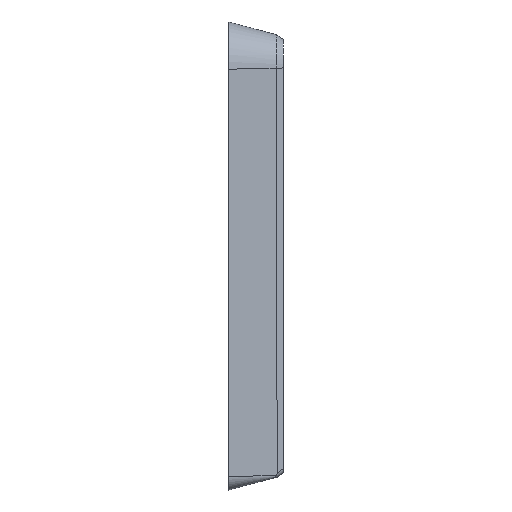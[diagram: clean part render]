
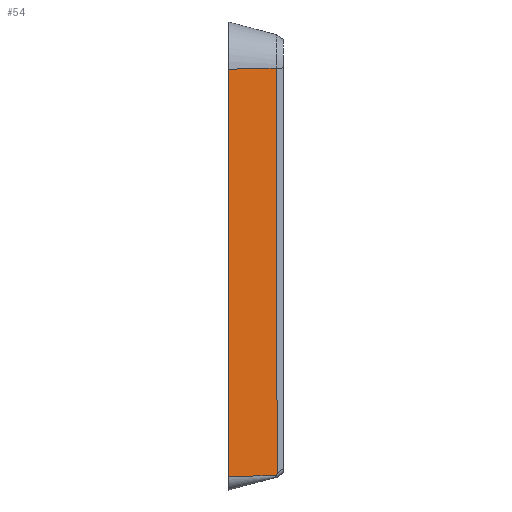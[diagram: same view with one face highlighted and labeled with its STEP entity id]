
A CAD part, left-side view. The second image highlights one B-rep face of the part: STEP entity #54.
In plain terms, the highlighted planar face has unit normal (-0.964, -0.259, -0.061).
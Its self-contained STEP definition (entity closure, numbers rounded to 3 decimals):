
#25 = VERTEX_POINT ( 'NONE', #2585 ) ;
#54 = ADVANCED_FACE ( 'NONE', ( #1741 ), #1524, .F. ) ;
#72 = ORIENTED_EDGE ( 'NONE', *, *, #2563, .T. ) ;
#185 = VERTEX_POINT ( 'NONE', #371 ) ;
#240 = VECTOR ( 'NONE', #1894, 1000. ) ;
#267 = CARTESIAN_POINT ( 'NONE',  ( -35.917, -2.294, -81.16 ) ) ;
#325 = B_SPLINE_CURVE_WITH_KNOTS ( 'NONE', 3,
 ( #383, #267, #645, #1735, #849, #1500, #2484, #1300 ),
 .UNSPECIFIED., .F., .F.,
 ( 4, 2, 2, 4 ),
 ( 0.001, 0.005, 0.007, 0.009 ),
 .UNSPECIFIED. ) ;
#350 = CARTESIAN_POINT ( 'NONE',  ( -39.094, -6.167, -14.443 ) ) ;
#371 = CARTESIAN_POINT ( 'NONE',  ( -36.263, -1., -81.182 ) ) ;
#383 = CARTESIAN_POINT ( 'NONE',  ( -36.263, -1., -81.182 ) ) ;
#408 = LINE ( 'NONE', #2104, #2413 ) ;
#493 = CARTESIAN_POINT ( 'NONE',  ( -35.627, -1., -91.252 ) ) ;
#645 = CARTESIAN_POINT ( 'NONE',  ( -35.571, -3.588, -81.138 ) ) ;
#685 = VERTEX_POINT ( 'NONE', #1589 ) ;
#750 = CARTESIAN_POINT ( 'NONE',  ( -38.403, -8.751, -14.399 ) ) ;
#849 = CARTESIAN_POINT ( 'NONE',  ( -34.879, -6.177, -81.095 ) ) ;
#862 = CARTESIAN_POINT ( 'NONE',  ( -34.167, -8.881, -80.873 ) ) ;
#877 = EDGE_CURVE ( 'NONE', #25, #685, #408, .T. ) ;
#1005 = CARTESIAN_POINT ( 'NONE',  ( -40.476, -1., -14.53 ) ) ;
#1061 = CARTESIAN_POINT ( 'NONE',  ( -34.186, -8.765, -81.054 ) ) ;
#1070 =( BOUNDED_CURVE ( )  B_SPLINE_CURVE ( 3, ( #1061, #862, #1706, #1095 ),
 .UNSPECIFIED., .F., .F. ) 
 B_SPLINE_CURVE_WITH_KNOTS ( ( 4, 4 ),
 ( 5.739, 6.113 ),
 .UNSPECIFIED. ) 
 CURVE ( )  GEOMETRIC_REPRESENTATION_ITEM ( )  RATIONAL_B_SPLINE_CURVE ( ( 1., 0.988, 0.988, 1. ) ) 
 REPRESENTATION_ITEM ( '' )  );
#1072 = EDGE_CURVE ( 'NONE', #1644, #685, #1421, .T. ) ;
#1095 = CARTESIAN_POINT ( 'NONE',  ( -34.169, -8.939, -80.588 ) ) ;
#1125 = DIRECTION ( 'NONE',  ( -0.259, 0.966, 0. ) ) ;
#1300 = CARTESIAN_POINT ( 'NONE',  ( -34.186, -8.765, -81.054 ) ) ;
#1320 = CARTESIAN_POINT ( 'NONE',  ( -40.476, -1., -14.53 ) ) ;
#1421 = B_SPLINE_CURVE_WITH_KNOTS ( 'NONE', 3,
 ( #1005, #2207, #350, #750 ),
 .UNSPECIFIED., .F., .F.,
 ( 4, 4 ),
 ( 0.019, 0.027 ),
 .UNSPECIFIED. ) ;
#1472 = ORIENTED_EDGE ( 'NONE', *, *, #2681, .T. ) ;
#1500 = CARTESIAN_POINT ( 'NONE',  ( -34.533, -7.471, -81.074 ) ) ;
#1524 = PLANE ( 'NONE',  #2416 ) ;
#1532 = CARTESIAN_POINT ( 'NONE',  ( -41.229, -1., -2.606 ) ) ;
#1589 = CARTESIAN_POINT ( 'NONE',  ( -38.403, -8.751, -14.399 ) ) ;
#1640 = DIRECTION ( 'NONE',  ( -0.064, 0.003, 0.998 ) ) ;
#1643 = LINE ( 'NONE', #1532, #240 ) ;
#1644 = VERTEX_POINT ( 'NONE', #1320 ) ;
#1658 = VERTEX_POINT ( 'NONE', #2334 ) ;
#1706 = CARTESIAN_POINT ( 'NONE',  ( -34.161, -8.94, -80.715 ) ) ;
#1735 = CARTESIAN_POINT ( 'NONE',  ( -35.052, -5.53, -81.106 ) ) ;
#1741 = FACE_OUTER_BOUND ( 'NONE', #2731, .T. ) ;
#1892 = ORIENTED_EDGE ( 'NONE', *, *, #1072, .F. ) ;
#1894 = DIRECTION ( 'NONE',  ( -0.063, 0., 0.998 ) ) ;
#2104 = CARTESIAN_POINT ( 'NONE',  ( -33.497, -8.969, -91.093 ) ) ;
#2207 = CARTESIAN_POINT ( 'NONE',  ( -39.785, -3.584, -14.486 ) ) ;
#2261 = ORIENTED_EDGE ( 'NONE', *, *, #2524, .F. ) ;
#2334 = CARTESIAN_POINT ( 'NONE',  ( -34.186, -8.765, -81.054 ) ) ;
#2373 = ORIENTED_EDGE ( 'NONE', *, *, #877, .T. ) ;
#2384 = DIRECTION ( 'NONE',  ( 0.964, 0.259, 0.061 ) ) ;
#2413 = VECTOR ( 'NONE', #1640, 1000. ) ;
#2416 = AXIS2_PLACEMENT_3D ( 'NONE', #493, #2384, #1125 ) ;
#2484 = CARTESIAN_POINT ( 'NONE',  ( -34.36, -8.118, -81.062 ) ) ;
#2524 = EDGE_CURVE ( 'NONE', #185, #1644, #1643, .T. ) ;
#2563 = EDGE_CURVE ( 'NONE', #185, #1658, #325, .T. ) ;
#2585 = CARTESIAN_POINT ( 'NONE',  ( -34.169, -8.939, -80.588 ) ) ;
#2681 = EDGE_CURVE ( 'NONE', #1658, #25, #1070, .T. ) ;
#2731 = EDGE_LOOP ( 'NONE', ( #72, #1472, #2373, #1892, #2261 ) ) ;
